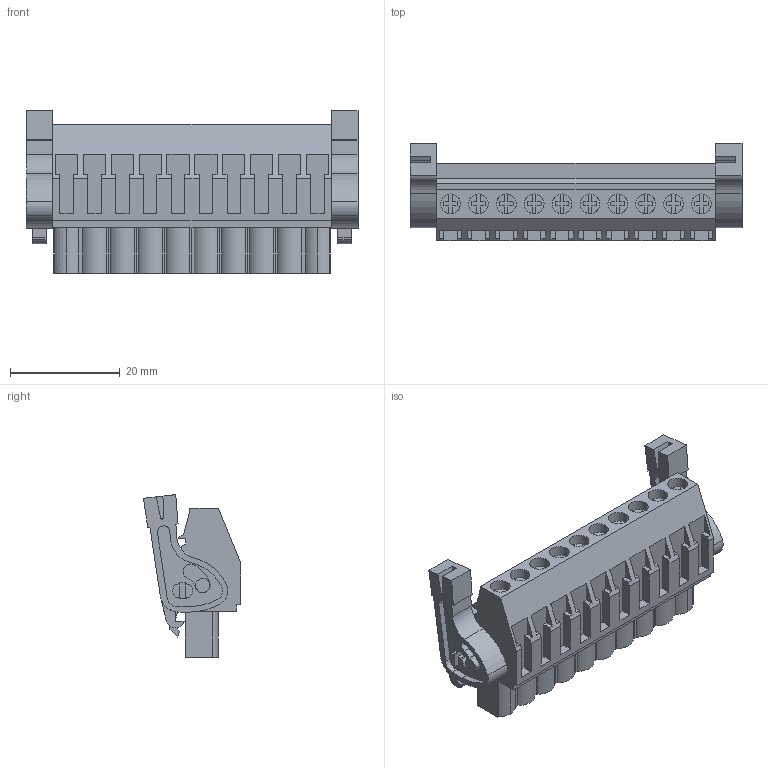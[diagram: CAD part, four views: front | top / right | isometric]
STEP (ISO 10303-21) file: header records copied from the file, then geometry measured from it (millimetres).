
FILE_DESCRIPTION(('CATIA V5 STEP','CAx-IF Rec.Pracs.--- Model Styling and Organization---1.2---2011-12-15'),'2;1');
FILE_NAME ('D1448369_0_1087330000_1087330000.stp','2017-09-09T07:09:45+00:00',('none'),('Weidmueller'),'CATIA Version 5-6 Release 2014','CATIA V5 STEP AP214','none');
FILE_SCHEMA(('AUTOMOTIVE_DESIGN { 1 0 10303 214 1 1 1 1 }'));
Length unit declared in the file: millimetre
Products named in the file (1): 1087330000
Bounding box: 60.5 x 17.69 x 29.65 mm (x, y, z)
Volume: 12768.7 mm3; surface area: 8713.2 mm2
Topology: 13 solids, 13 shells, 812 faces, 2237 edges, 1504 vertices
Faces by surface type: plane 652, cylinder 156, extrusion 4
Entity records: 24508 total; most frequent: CARTESIAN_POINT 4710, ORIENTED_EDGE 4474, DIRECTION 3353, EDGE_CURVE 2237, VECTOR 1861, LINE 1857, VERTEX_POINT 1504, AXIS2_PLACEMENT_3D 908
